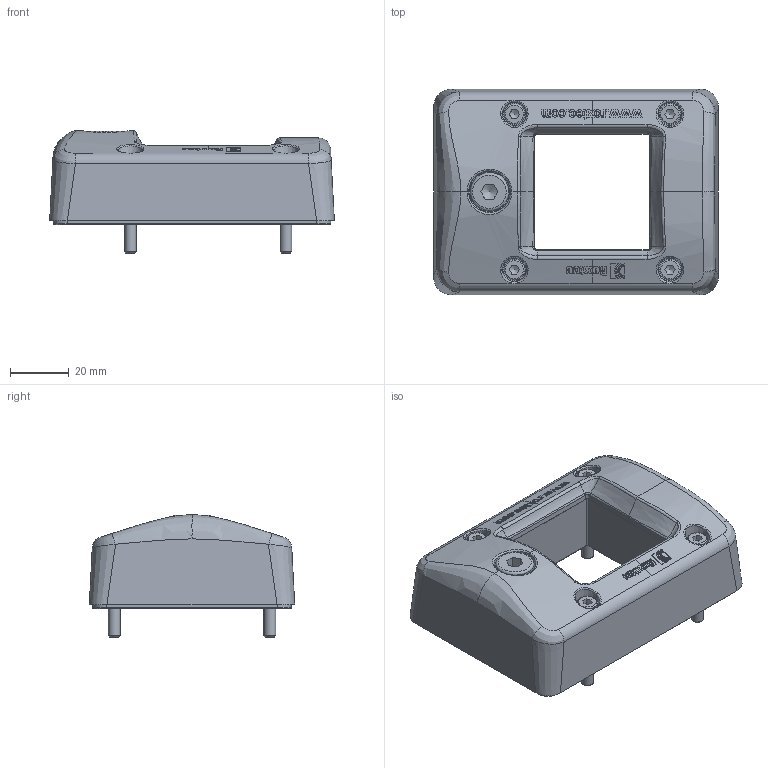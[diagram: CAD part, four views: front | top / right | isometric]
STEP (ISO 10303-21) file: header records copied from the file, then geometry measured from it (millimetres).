
FILE_DESCRIPTION((''),'2;1');
FILE_NAME('EzEntry 4.stp','2014-11-11T13:45:13',('se-emikul'),(''),'Autodesk Inventor 2013','Autodesk Inventor 2013','');
FILE_SCHEMA(('AUTOMOTIVE_DESIGN { 1 0 10303 214 1 1 1 1 }'));
Length unit declared in the file: millimetre
Products named in the file (1): EzEntry 4
Bounding box: 97 x 70 x 41.69 mm (x, y, z)
Volume: 88551 mm3; surface area: 58603.4 mm2
Topology: 11 solids, 11 shells, 2190 faces, 5381 edges, 3281 vertices
Faces by surface type: bspline 682, plane 594, cylinder 554, cone 160, torus 150, sphere 50
Full cylindrical faces by diameter (mm): 4 x4, 6.647 x1, 7 x4, 8 x1, 13 x1
Entity records: 112540 total; most frequent: CARTESIAN_POINT 64812, ORIENTED_EDGE 10624, DIRECTION 7631, EDGE_CURVE 5312, VERTEX_POINT 3259, AXIS2_PLACEMENT_3D 2874, EDGE_LOOP 2335, STYLED_ITEM 2201
